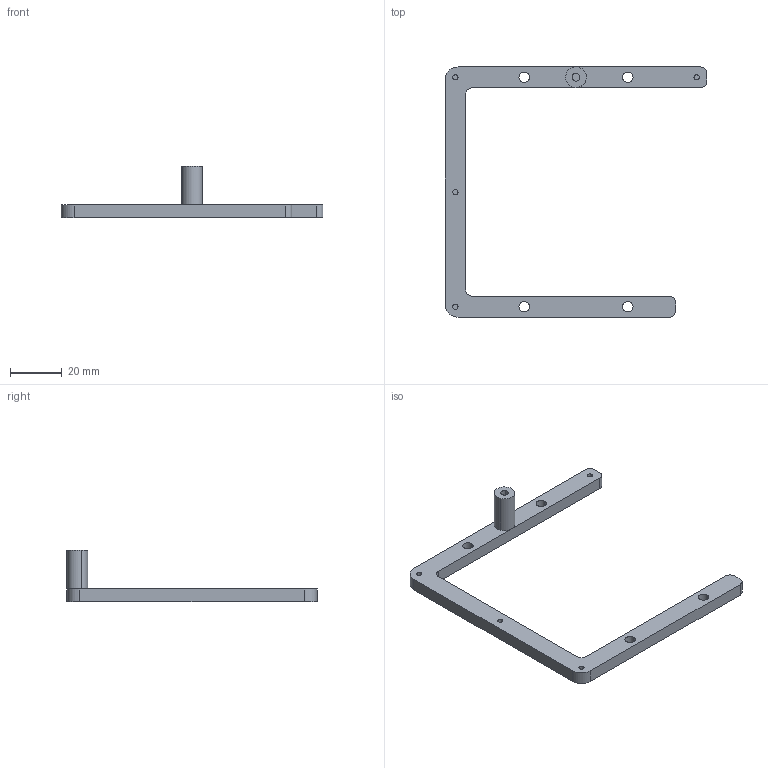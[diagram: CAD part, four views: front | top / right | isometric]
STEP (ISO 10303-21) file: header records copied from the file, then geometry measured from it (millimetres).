
FILE_DESCRIPTION (( 'STEP AP214' ), '1' );
FILE_NAME ('CopperBus.STEP', '2023-08-23T15:54:16', ( '' ), ( '' ), 'SwSTEP 2.0', 'SolidWorks 2023', '' );
FILE_SCHEMA (( 'AUTOMOTIVE_DESIGN' ));
Length unit declared in the file: inch
Products named in the file (3): CopperBus; Bus1_part; Bus1
Assembly tree (2 placements, depth 2):
  CopperBus
    Bus1
    Bus1_part
Bounding box: 101 x 96.5 x 20 mm (x, y, z)
Volume: 11147.2 mm3; surface area: 7931 mm2
Topology: 2 solids, 2 shells, 50 faces, 120 edges, 80 vertices
Faces by surface type: cylinder 32, plane 18
Entity records: 1606 total; most frequent: DIRECTION 294, CARTESIAN_POINT 255, ORIENTED_EDGE 240, EDGE_CURVE 120, AXIS2_PLACEMENT_3D 119, VERTEX_POINT 80, EDGE_LOOP 66, CIRCLE 64
